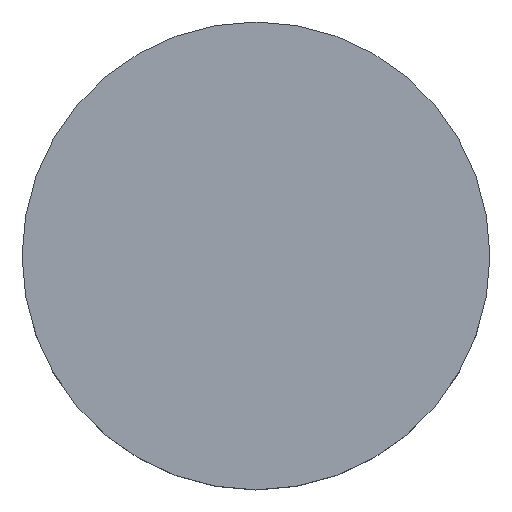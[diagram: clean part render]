
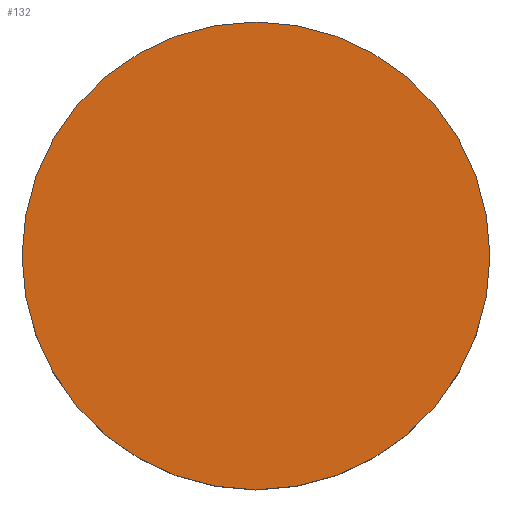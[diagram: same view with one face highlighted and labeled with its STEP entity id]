
A CAD part, top view. The second image highlights one B-rep face of the part: STEP entity #132.
In plain terms, the highlighted planar face has unit normal (0, 0, 1).
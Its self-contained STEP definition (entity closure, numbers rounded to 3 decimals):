
#5 = CARTESIAN_POINT ( 'NONE',  ( 0., 0., 2.7 ) ) ;
#23 = ORIENTED_EDGE ( 'NONE', *, *, #177, .F. ) ;
#27 = AXIS2_PLACEMENT_3D ( 'NONE', #230, #211, #155 ) ;
#36 = PLANE ( 'NONE',  #27 ) ;
#42 = AXIS2_PLACEMENT_3D ( 'NONE', #5, #179, #139 ) ;
#50 = CIRCLE ( 'NONE', #235, 6.35 ) ;
#55 = CIRCLE ( 'NONE', #42, 6.35 ) ;
#64 = DIRECTION ( 'NONE',  ( 0., 0., -1. ) ) ;
#80 = EDGE_CURVE ( 'NONE', #173, #128, #50, .T. ) ;
#83 = DIRECTION ( 'NONE',  ( 1., 0., 0. ) ) ;
#128 = VERTEX_POINT ( 'NONE', #142 ) ;
#132 = ADVANCED_FACE ( 'NONE', ( #140 ), #36, .T. ) ;
#139 = DIRECTION ( 'NONE',  ( 1., 0., 0. ) ) ;
#140 = FACE_OUTER_BOUND ( 'NONE', #152, .T. ) ;
#142 = CARTESIAN_POINT ( 'NONE',  ( -6.35, 0., 2.7 ) ) ;
#152 = EDGE_LOOP ( 'NONE', ( #170, #23 ) ) ;
#155 = DIRECTION ( 'NONE',  ( 1., 0., 0. ) ) ;
#170 = ORIENTED_EDGE ( 'NONE', *, *, #80, .F. ) ;
#173 = VERTEX_POINT ( 'NONE', #174 ) ;
#174 = CARTESIAN_POINT ( 'NONE',  ( 6.35, 0., 2.7 ) ) ;
#177 = EDGE_CURVE ( 'NONE', #128, #173, #55, .T. ) ;
#179 = DIRECTION ( 'NONE',  ( 0., 0., -1. ) ) ;
#197 = CARTESIAN_POINT ( 'NONE',  ( 0., 0., 2.7 ) ) ;
#211 = DIRECTION ( 'NONE',  ( 0., 0., 1. ) ) ;
#230 = CARTESIAN_POINT ( 'NONE',  ( 0., 13.158, 2.7 ) ) ;
#235 = AXIS2_PLACEMENT_3D ( 'NONE', #197, #64, #83 ) ;
